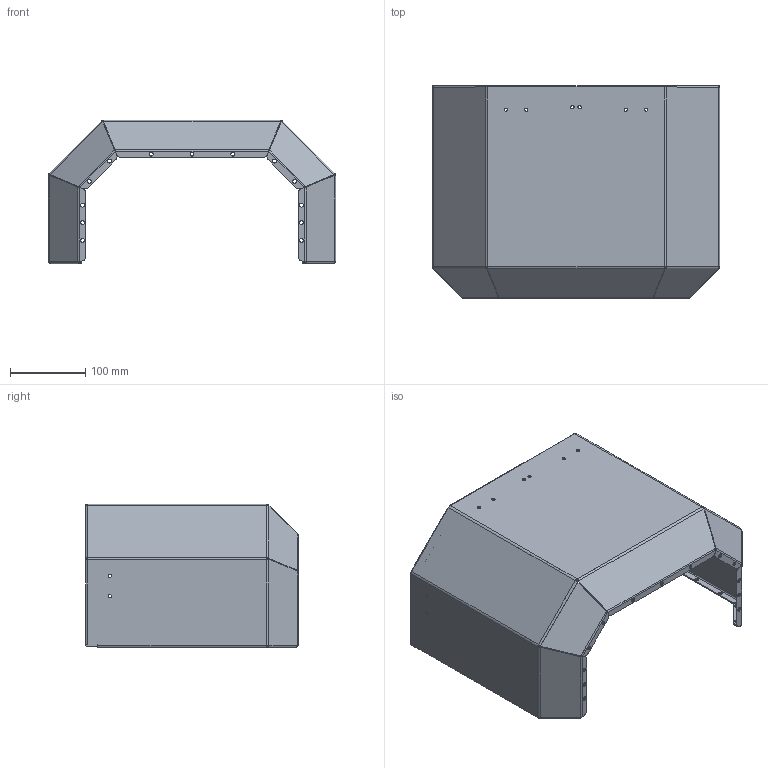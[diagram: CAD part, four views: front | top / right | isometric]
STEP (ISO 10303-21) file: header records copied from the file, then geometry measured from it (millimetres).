
FILE_DESCRIPTION (( 'STEP AP203' ), '1' );
FILE_NAME ('SPORT-MB.STEP', '2023-08-24T23:24:37', ( '' ), ( '' ), 'SwSTEP 2.0', 'SolidWorks 2015', '' );
FILE_SCHEMA (( 'CONFIG_CONTROL_DESIGN' ));
Length unit declared in the file: inch
Products named in the file (1): SPORT-MB
Bounding box: 381 x 281.41 x 190.5 mm (x, y, z)
Volume: 345772.3 mm3; surface area: 430495.2 mm2
Topology: 1 solids, 1 shells, 321 faces, 774 edges, 455 vertices
Faces by surface type: plane 169, cylinder 144, bspline 8
Entity records: 9598 total; most frequent: CARTESIAN_POINT 1799, DIRECTION 1661, ORIENTED_EDGE 1548, EDGE_CURVE 774, AXIS2_PLACEMENT_3D 589, VECTOR 483, LINE 483, VERTEX_POINT 455
